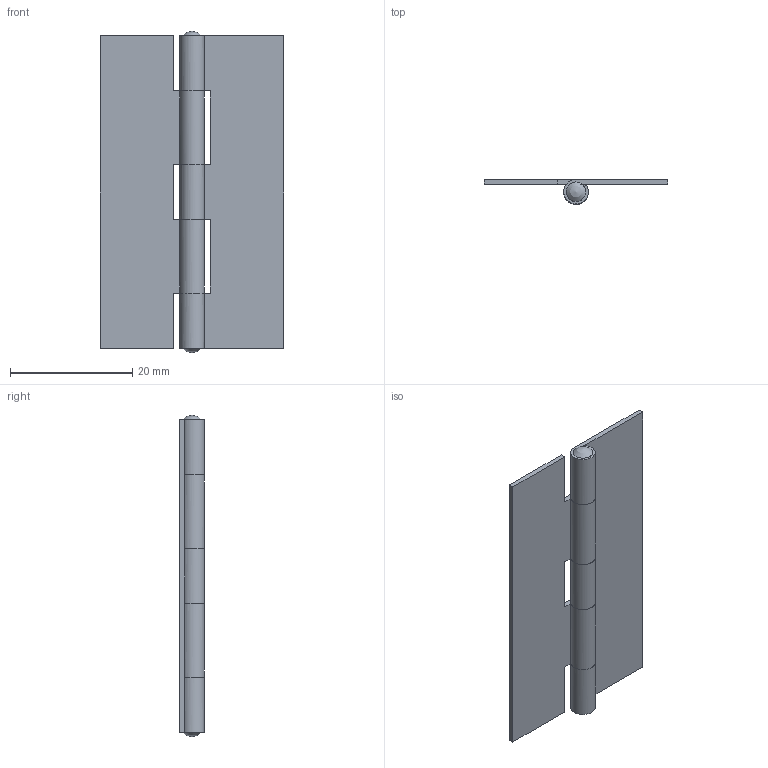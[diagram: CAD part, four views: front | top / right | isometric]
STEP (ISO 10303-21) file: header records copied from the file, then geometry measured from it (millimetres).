
FILE_DESCRIPTION((''),'2;1');
FILE_NAME('','2008-05-01T21:07:55',(''),(''),'','CADfix','');
FILE_SCHEMA(('AUTOMOTIVE_DESIGN { 1 0 10303 214 1 1 1 1 }'));
Length unit declared in the file: millimetre
Bounding box: 30 x 4 x 52.5 mm (x, y, z)
Volume: 1686.9 mm3; surface area: 4328.5 mm2
Topology: 3 solids, 3 shells, 44 faces, 116 edges, 80 vertices
Faces by surface type: bspline 44
Entity records: 1933 total; most frequent: CARTESIAN_POINT 1183, ORIENTED_EDGE 232, EDGE_CURVE 116, QUASI_UNIFORM_CURVE 84, VERTEX_POINT 80, EDGE_LOOP 46, FACE_OUTER_BOUND 44, ADVANCED_FACE 44
